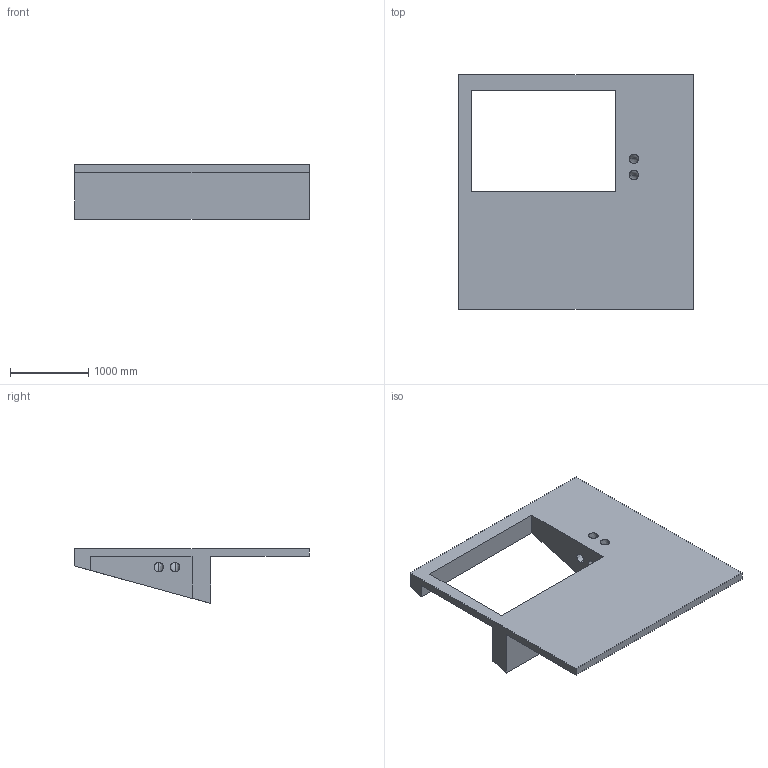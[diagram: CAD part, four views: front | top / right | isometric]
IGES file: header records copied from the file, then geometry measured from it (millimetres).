
Start section: SolidWorks IGES file using analytic representation for surfaces
Global section: file name: prozor.IGS; native system: SolidWorks 2014; preprocessor: SolidWorks 2014; author: arhimed; date: 141014.004851; units: millimetre
Bounding box: 3000 x 3000 x 700 mm (x, y, z)
Surface area: 20215163 mm2 (no closed solid volume)
Topology: 0 solids, 0 shells, 17 faces, 216 edges, 216 vertices
Faces by surface type: bspline 17
